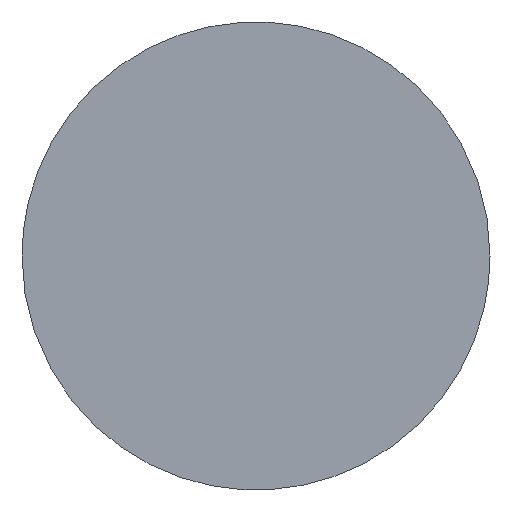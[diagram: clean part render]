
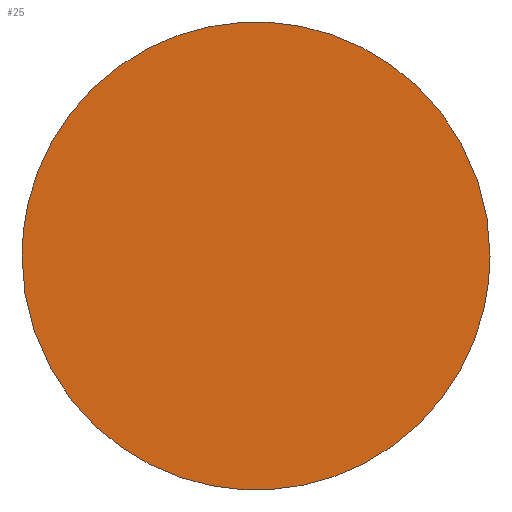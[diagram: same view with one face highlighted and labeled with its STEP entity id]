
A CAD part, front view. The second image highlights one B-rep face of the part: STEP entity #25.
In plain terms, the highlighted planar face has unit normal (0, -1, 0).
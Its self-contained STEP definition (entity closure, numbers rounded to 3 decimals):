
#25=ADVANCED_FACE('',(#36),#116,.T.);
#36=FACE_OUTER_BOUND('',#47,.T.);
#47=EDGE_LOOP('',(#62,#63));
#62=ORIENTED_EDGE('',*,*,#90,.T.);
#63=ORIENTED_EDGE('',*,*,#93,.T.);
#90=EDGE_CURVE('',#105,#107,#132,.T.);
#93=EDGE_CURVE('',#107,#105,#135,.T.);
#105=VERTEX_POINT('',#320);
#107=VERTEX_POINT('',#322);
#116=PLANE('',#233);
#132=(
BOUNDED_CURVE()
B_SPLINE_CURVE(2,(#333,#334,#335,#336,#337),.UNSPECIFIED.,.F.,.F.)
B_SPLINE_CURVE_WITH_KNOTS((3,2,3),(-424.115,-318.086,
-212.058),.UNSPECIFIED.)
CURVE()
GEOMETRIC_REPRESENTATION_ITEM()
RATIONAL_B_SPLINE_CURVE((1.,0.707,1.,0.707,1.))
REPRESENTATION_ITEM('')
);
#135=(
BOUNDED_CURVE()
B_SPLINE_CURVE(2,(#348,#349,#350,#351,#352),.UNSPECIFIED.,.F.,.F.)
B_SPLINE_CURVE_WITH_KNOTS((3,2,3),(-212.058,-106.029,
0.),.UNSPECIFIED.)
CURVE()
GEOMETRIC_REPRESENTATION_ITEM()
RATIONAL_B_SPLINE_CURVE((1.,0.707,1.,0.707,1.))
REPRESENTATION_ITEM('')
);
#233=AXIS2_PLACEMENT_3D('',#293,#245,$);
#245=DIRECTION('',(0.,-1.,0.));
#293=CARTESIAN_POINT('',(10974.831,2721.974,-68.85));
#320=CARTESIAN_POINT('',(10976.181,2721.974,0.));
#322=CARTESIAN_POINT('',(11111.181,2721.974,0.));
#333=CARTESIAN_POINT('',(10976.181,2721.974,0.));
#334=CARTESIAN_POINT('',(10976.181,2721.974,-67.5));
#335=CARTESIAN_POINT('',(11043.681,2721.974,-67.5));
#336=CARTESIAN_POINT('',(11111.181,2721.974,-67.5));
#337=CARTESIAN_POINT('',(11111.181,2721.974,0.));
#348=CARTESIAN_POINT('',(11111.181,2721.974,0.));
#349=CARTESIAN_POINT('',(11111.181,2721.974,67.5));
#350=CARTESIAN_POINT('',(11043.681,2721.974,67.5));
#351=CARTESIAN_POINT('',(10976.181,2721.974,67.5));
#352=CARTESIAN_POINT('',(10976.181,2721.974,0.));
